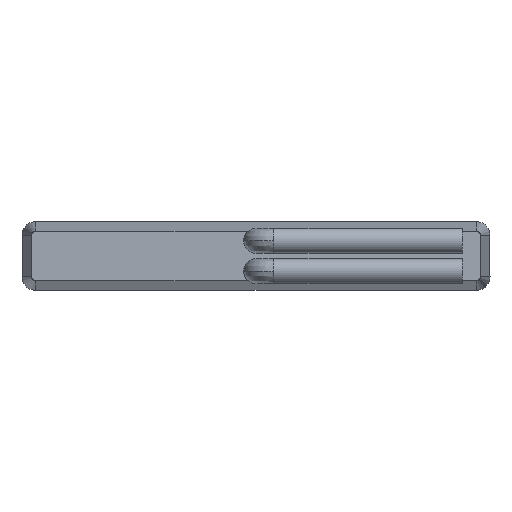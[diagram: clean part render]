
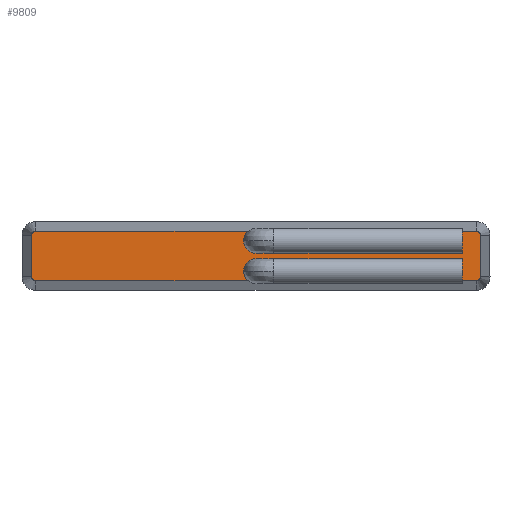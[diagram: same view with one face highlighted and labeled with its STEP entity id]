
A CAD part, left-side view. The second image highlights one B-rep face of the part: STEP entity #9809.
In plain terms, the highlighted planar face has unit normal (-1, 0, 0).
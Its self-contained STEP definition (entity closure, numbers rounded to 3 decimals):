
#9809=ADVANCED_FACE('',(#17671),#17673,.T.);
#17671=FACE_BOUND('',#17672,.T.);
#17672=EDGE_LOOP('',(#24353,#24354,#24355,#24356,#24357,#24358,#24359,#24360,#24361,
#24362,#24363,#24364,#24365,#24366));
#17673=PLANE('',#17674);
#17674=AXIS2_PLACEMENT_3D('',#17675,#17676,#17677);
#17675=CARTESIAN_POINT('',(-25.,0.,0.));
#17676=DIRECTION('',(-1.,0.,0.));
#17677=DIRECTION('',(0.,0.,-1.));
#24353=ORIENTED_EDGE('',*,*,#27621,.F.);
#24354=ORIENTED_EDGE('',*,*,#27622,.F.);
#24355=ORIENTED_EDGE('',*,*,#27623,.T.);
#24356=ORIENTED_EDGE('',*,*,#27624,.T.);
#24357=ORIENTED_EDGE('',*,*,#27625,.T.);
#24358=ORIENTED_EDGE('',*,*,#27626,.T.);
#24359=ORIENTED_EDGE('',*,*,#27605,.T.);
#24360=ORIENTED_EDGE('',*,*,#27627,.F.);
#24361=ORIENTED_EDGE('',*,*,#27628,.F.);
#24362=ORIENTED_EDGE('',*,*,#27608,.T.);
#24363=ORIENTED_EDGE('',*,*,#27629,.T.);
#24364=ORIENTED_EDGE('',*,*,#27630,.T.);
#24365=ORIENTED_EDGE('',*,*,#27631,.T.);
#24366=ORIENTED_EDGE('',*,*,#27632,.T.);
#27605=EDGE_CURVE('',#32920,#32917,#32921,.T.);
#27608=EDGE_CURVE('',#32918,#32923,#32925,.T.);
#27621=EDGE_CURVE('',#32946,#32947,#32948,.T.);
#27622=EDGE_CURVE('',#32949,#32946,#32950,.T.);
#27623=EDGE_CURVE('',#32949,#32951,#32952,.T.);
#27624=EDGE_CURVE('',#32951,#32953,#32954,.T.);
#27625=EDGE_CURVE('',#32953,#32955,#32956,.T.);
#27626=EDGE_CURVE('',#32955,#32920,#32957,.T.);
#27627=EDGE_CURVE('',#32958,#32917,#32959,.T.);
#27628=EDGE_CURVE('',#32918,#32958,#32960,.T.);
#27629=EDGE_CURVE('',#32923,#32961,#32962,.T.);
#27630=EDGE_CURVE('',#32961,#32963,#32964,.T.);
#27631=EDGE_CURVE('',#32963,#32965,#32966,.T.);
#27632=EDGE_CURVE('',#32965,#32947,#32967,.T.);
#32917=VERTEX_POINT('',#45822);
#32918=VERTEX_POINT('',#45823);
#32920=VERTEX_POINT('',#45827);
#32921=LINE('',#45828,#45829);
#32923=VERTEX_POINT('',#45834);
#32925=LINE('',#45838,#45839);
#32946=VERTEX_POINT('',#45892);
#32947=VERTEX_POINT('',#45893);
#32948=CIRCLE('',#45894,0.9);
#32949=VERTEX_POINT('',#45898);
#32950=CIRCLE('',#45899,0.9);
#32951=VERTEX_POINT('',#45903);
#32952=LINE('',#45904,#45905);
#32953=VERTEX_POINT('',#45907);
#32954=CIRCLE('',#45908,0.295);
#32955=VERTEX_POINT('',#45912);
#32956=LINE('',#45913,#45914);
#32957=CIRCLE('',#45916,0.295);
#32958=VERTEX_POINT('',#45920);
#32959=CIRCLE('',#45921,0.9);
#32960=CIRCLE('',#45925,0.9);
#32961=VERTEX_POINT('',#45929);
#32962=CIRCLE('',#45930,0.295);
#32963=VERTEX_POINT('',#45934);
#32964=LINE('',#45935,#45936);
#32965=VERTEX_POINT('',#45938);
#32966=CIRCLE('',#45939,0.295);
#32967=LINE('',#45943,#45944);
#45822=CARTESIAN_POINT('',(-25.,-0.572,1.795));
#45823=CARTESIAN_POINT('',(-25.,0.572,1.795));
#45827=CARTESIAN_POINT('',(-25.,-16.,1.795));
#45828=CARTESIAN_POINT('',(-25.,-16.,1.795));
#45829=VECTOR('',#45830,1.);
#45830=DIRECTION('',(0.,1.,0.));
#45834=CARTESIAN_POINT('',(-25.,16.,1.795));
#45838=CARTESIAN_POINT('',(-25.,0.572,1.795));
#45839=VECTOR('',#45840,1.);
#45840=DIRECTION('',(0.,1.,0.));
#45892=CARTESIAN_POINT('',(-25.,0.9,-1.1));
#45893=CARTESIAN_POINT('',(-25.,0.572,-1.795));
#45894=AXIS2_PLACEMENT_3D('',#45895,#45896,#45897);
#45895=CARTESIAN_POINT('',(-25.,0.,-1.1));
#45896=DIRECTION('',(-1.,0.,0.));
#45897=DIRECTION('',(0.,1.,0.));
#45898=CARTESIAN_POINT('',(-25.,-0.572,-1.795));
#45899=AXIS2_PLACEMENT_3D('',#45900,#45901,#45902);
#45900=CARTESIAN_POINT('',(-25.,0.,-1.1));
#45901=DIRECTION('',(-1.,0.,0.));
#45902=DIRECTION('',(0.,-0.636,-0.772));
#45903=CARTESIAN_POINT('',(-25.,-16.,-1.795));
#45904=CARTESIAN_POINT('',(-25.,-0.572,-1.795));
#45905=VECTOR('',#45906,1.);
#45906=DIRECTION('',(0.,-1.,0.));
#45907=CARTESIAN_POINT('',(-25.,-16.295,-1.5));
#45908=AXIS2_PLACEMENT_3D('',#45909,#45910,#45911);
#45909=CARTESIAN_POINT('',(-25.,-16.,-1.5));
#45910=DIRECTION('',(-1.,0.,0.));
#45911=DIRECTION('',(0.,0.,-1.));
#45912=CARTESIAN_POINT('',(-25.,-16.295,1.5));
#45913=CARTESIAN_POINT('',(-25.,-16.295,-1.5));
#45914=VECTOR('',#45915,1.);
#45915=DIRECTION('',(0.,0.,1.));
#45916=AXIS2_PLACEMENT_3D('',#45917,#45918,#45919);
#45917=CARTESIAN_POINT('',(-25.,-16.,1.5));
#45918=DIRECTION('',(-1.,0.,0.));
#45919=DIRECTION('',(0.,-1.,0.));
#45920=CARTESIAN_POINT('',(-25.,0.9,1.1));
#45921=AXIS2_PLACEMENT_3D('',#45922,#45923,#45924);
#45922=CARTESIAN_POINT('',(-25.,0.,1.1));
#45923=DIRECTION('',(-1.,0.,0.));
#45924=DIRECTION('',(0.,1.,0.));
#45925=AXIS2_PLACEMENT_3D('',#45926,#45927,#45928);
#45926=CARTESIAN_POINT('',(-25.,0.,1.1));
#45927=DIRECTION('',(-1.,0.,0.));
#45928=DIRECTION('',(0.,0.636,0.772));
#45929=CARTESIAN_POINT('',(-25.,16.295,1.5));
#45930=AXIS2_PLACEMENT_3D('',#45931,#45932,#45933);
#45931=CARTESIAN_POINT('',(-25.,16.,1.5));
#45932=DIRECTION('',(-1.,0.,0.));
#45933=DIRECTION('',(0.,0.,1.));
#45934=CARTESIAN_POINT('',(-25.,16.295,-1.5));
#45935=CARTESIAN_POINT('',(-25.,16.295,1.5));
#45936=VECTOR('',#45937,1.);
#45937=DIRECTION('',(0.,0.,-1.));
#45938=CARTESIAN_POINT('',(-25.,16.,-1.795));
#45939=AXIS2_PLACEMENT_3D('',#45940,#45941,#45942);
#45940=CARTESIAN_POINT('',(-25.,16.,-1.5));
#45941=DIRECTION('',(-1.,0.,0.));
#45942=DIRECTION('',(0.,1.,0.));
#45943=CARTESIAN_POINT('',(-25.,16.,-1.795));
#45944=VECTOR('',#45945,1.);
#45945=DIRECTION('',(0.,-1.,0.));
